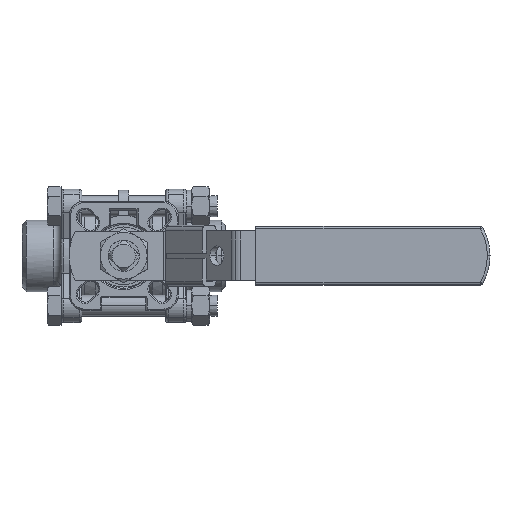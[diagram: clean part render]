
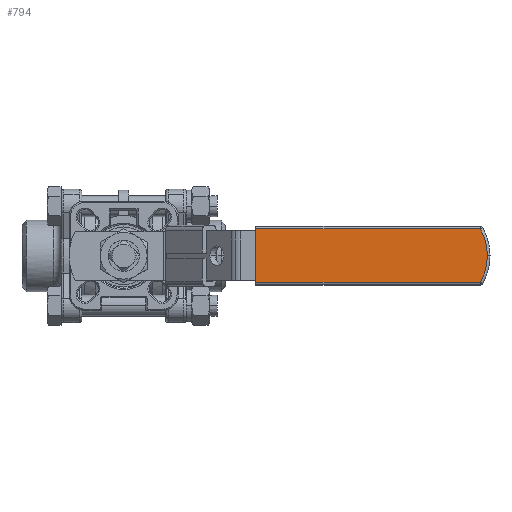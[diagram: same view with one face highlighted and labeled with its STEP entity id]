
A CAD part, top view. The second image highlights one B-rep face of the part: STEP entity #794.
In plain terms, the highlighted planar face has unit normal (0, 0, 1).
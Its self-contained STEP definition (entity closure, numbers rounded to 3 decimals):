
#794=ADVANCED_FACE('',(#2262),#2263,.T.);
#2262=FACE_OUTER_BOUND('',#29228,.T.);
#2263=PLANE('',#29229);
#29228=EDGE_LOOP('',(#33989,#33990,#33991,#33992,#33993));
#29229=AXIS2_PLACEMENT_3D('',#33994,#33995,#33996);
#33989=ORIENTED_EDGE('',*,*,#38328,.F.);
#33990=ORIENTED_EDGE('',*,*,#38370,.F.);
#33991=ORIENTED_EDGE('',*,*,#38313,.F.);
#33992=ORIENTED_EDGE('',*,*,#38357,.F.);
#33993=ORIENTED_EDGE('',*,*,#38325,.F.);
#33994=CARTESIAN_POINT('',(94.654,0.,81.5));
#33995=DIRECTION('',(0.0,0.0,1.0));
#33996=DIRECTION('',(1.0,0.0,0.0));
#38313=EDGE_CURVE('',#41249,#41251,#41252,.T.);
#38325=EDGE_CURVE('',#41272,#41270,#41274,.T.);
#38328=EDGE_CURVE('',#41278,#41272,#41280,.T.);
#38357=EDGE_CURVE('',#41270,#41249,#41322,.T.);
#38370=EDGE_CURVE('',#41251,#41278,#41341,.T.);
#41249=VERTEX_POINT('',#47488);
#41251=VERTEX_POINT('',#47490);
#41252=LINE('',#47491,#47492);
#41270=VERTEX_POINT('',#47514);
#41272=VERTEX_POINT('',#47516);
#41274=CIRCLE('',#47518,20.8);
#41278=VERTEX_POINT('',#47523);
#41280=LINE('',#47525,#47526);
#41322=CIRCLE('',#47574,20.8);
#41341=LINE('',#47602,#47603);
#47488=CARTESIAN_POINT('',(137.071,-10.3,81.5));
#47490=CARTESIAN_POINT('',(50.8,-10.3,81.5));
#47491=CARTESIAN_POINT('',(94.437,-10.3,81.5));
#47492=VECTOR('',#53950,10.0);
#47514=CARTESIAN_POINT('',(139.8,0.,81.5));
#47516=CARTESIAN_POINT('',(137.071,10.3,81.5));
#47518=AXIS2_PLACEMENT_3D('',#53976,#53977,#53978);
#47523=CARTESIAN_POINT('',(50.8,10.3,81.5));
#47525=CARTESIAN_POINT('',(94.437,10.3,81.5));
#47526=VECTOR('',#53983,10.0);
#47574=AXIS2_PLACEMENT_3D('',#54056,#54057,#54058);
#47602=CARTESIAN_POINT('',(50.8,11.3,81.5));
#47603=VECTOR('',#54077,10.0);
#53950=DIRECTION('',(-1.0,0.,0.0));
#53976=CARTESIAN_POINT('',(119.0,0.,81.5));
#53977=DIRECTION('',(0.0,-0.0,-1.0));
#53978=DIRECTION('',(1.0,0.,0.0));
#53983=DIRECTION('',(1.0,0.,0.0));
#54056=CARTESIAN_POINT('',(119.0,0.,81.5));
#54057=DIRECTION('',(0.0,-0.0,-1.0));
#54058=DIRECTION('',(1.0,0.,0.0));
#54077=DIRECTION('',(0.0,1.0,0.0));
